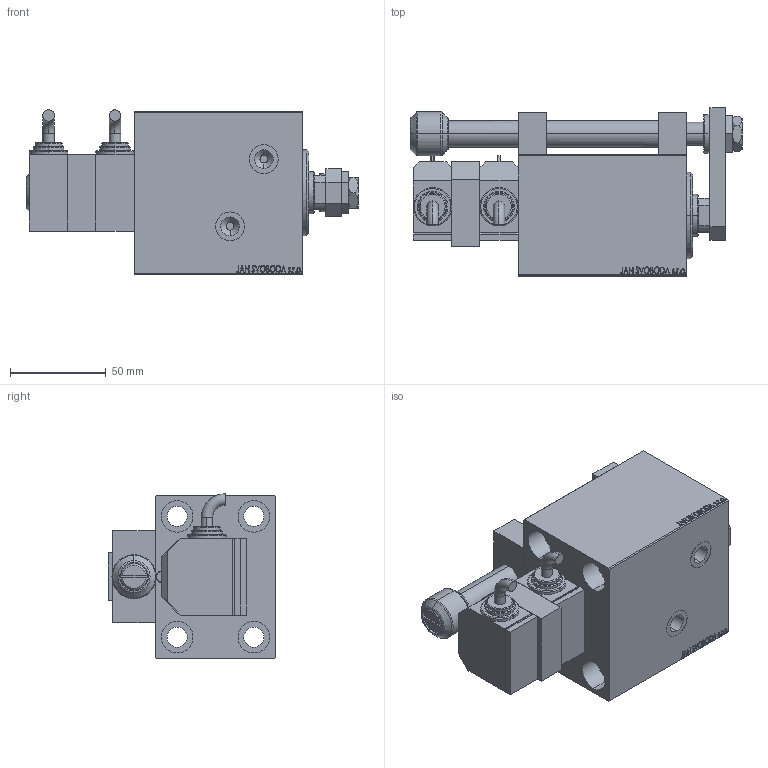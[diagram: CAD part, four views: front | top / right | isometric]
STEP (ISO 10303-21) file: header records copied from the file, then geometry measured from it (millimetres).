
FILE_DESCRIPTION (( 'STEP AP203' ), '1' );
FILE_NAME ('7ec2.STEP', '2023-03-29T15:29:13', ( '' ), ( '' ), 'SwSTEP 2.0', 'SolidWorks 2019', '' );
FILE_SCHEMA (( 'CONFIG_CONTROL_DESIGN' ));
Length unit declared in the file: millimetre
Products named in the file (13): NUT_D19_P 0e2ea949ae5890e909a0a3243e08dfdf; SWITCH P 0e2ea949ae5890e909a0a3243e08dfdf; ZARAZKA_P 0e2ea949ae5890e909a0a3243e08dfdf; KROUZEK_PRO_TYC 0e2ea949ae5890e909a0a3243e08dfdf; TYC_P 0e2ea949ae5890e909a0a3243e08dfdf; SWITCH DIM W_B 0e2ea949ae5890e909a0a3243e08dfdf; 7ec2; MIDDLE 0e2ea949ae5890e909a0a3243e08dfdf; V450CP_C 0e2ea949ae5890e909a0a3243e08dfdf; V450CP_B_VCP 0e2ea949ae5890e909a0a3243e08dfdf; V450CP_VC_B 0e2ea949ae5890e909a0a3243e08dfdf; SWITCH_P_FRONT_BACK 0e2ea949ae5890e909a0a3243e08dfdf; NUT_D16 0e2ea949ae5890e909a0a3243e08dfdf
Assembly tree (14 placements, depth 2):
  7ec2
    V450CP_C 0e2ea949ae5890e909a0a3243e08dfdf
    TYC_P 0e2ea949ae5890e909a0a3243e08dfdf
    ZARAZKA_P 0e2ea949ae5890e909a0a3243e08dfdf
    KROUZEK_PRO_TYC 0e2ea949ae5890e909a0a3243e08dfdf
    MIDDLE 0e2ea949ae5890e909a0a3243e08dfdf
    NUT_D16 0e2ea949ae5890e909a0a3243e08dfdf
    NUT_D19_P 0e2ea949ae5890e909a0a3243e08dfdf
    SWITCH DIM W_B 0e2ea949ae5890e909a0a3243e08dfdf
    SWITCH P 0e2ea949ae5890e909a0a3243e08dfdf  x2
    SWITCH_P_FRONT_BACK 0e2ea949ae5890e909a0a3243e08dfdf  x2
    V450CP_B_VCP 0e2ea949ae5890e909a0a3243e08dfdf
    V450CP_VC_B 0e2ea949ae5890e909a0a3243e08dfdf
Bounding box: 173.1 x 87.5 x 85.76 mm (x, y, z)
Volume: 581428.6 mm3; surface area: 129952.6 mm2
Topology: 14 solids, 14 shells, 1110 faces, 2762 edges, 1812 vertices
Faces by surface type: plane 525, bspline 380, cylinder 132, cone 41, torus 32
Entity records: 50284 total; most frequent: CARTESIAN_POINT 26191, ORIENTED_EDGE 5224, DIRECTION 3491, EDGE_CURVE 2612, VERTEX_POINT 1716, VECTOR 1499, LINE 1499, EDGE_LOOP 1204
